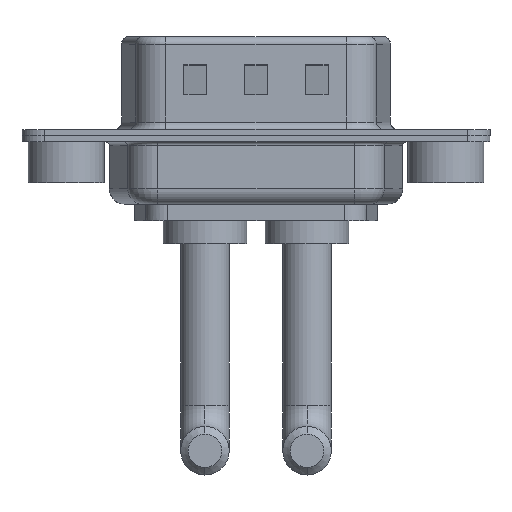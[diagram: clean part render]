
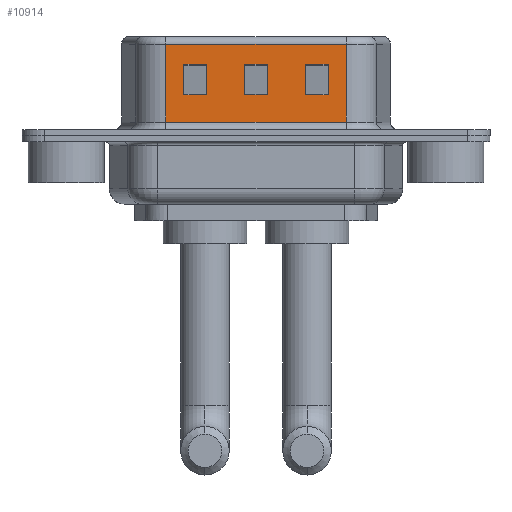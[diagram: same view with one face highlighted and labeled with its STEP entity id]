
A CAD part, front view. The second image highlights one B-rep face of the part: STEP entity #10914.
In plain terms, the highlighted planar face has unit normal (0, -1, 0).
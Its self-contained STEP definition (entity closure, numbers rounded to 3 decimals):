
#22 = LINE ( 'NONE', #5617, #11634 ) ;
#180 = ORIENTED_EDGE ( 'NONE', *, *, #5645, .T. ) ;
#498 = LINE ( 'NONE', #8136, #6296 ) ;
#603 = ORIENTED_EDGE ( 'NONE', *, *, #9476, .T. ) ;
#643 = DIRECTION ( 'NONE',  ( 0., 0., -1. ) ) ;
#901 = ORIENTED_EDGE ( 'NONE', *, *, #7325, .F. ) ;
#1093 = PLANE ( 'NONE',  #10273 ) ;
#1186 = LINE ( 'NONE', #5840, #5126 ) ;
#1197 = LINE ( 'NONE', #2229, #4159 ) ;
#1314 = LINE ( 'NONE', #9460, #3644 ) ;
#1390 = LINE ( 'NONE', #8224, #14357 ) ;
#1558 = ORIENTED_EDGE ( 'NONE', *, *, #10639, .T. ) ;
#1637 = ORIENTED_EDGE ( 'NONE', *, *, #7599, .T. ) ;
#1649 = CARTESIAN_POINT ( 'NONE',  ( 18.451, -4.55, 6.52 ) ) ;
#1653 = CARTESIAN_POINT ( 'NONE',  ( 18.451, -4.55, 6.02 ) ) ;
#1663 = VECTOR ( 'NONE', #7423, 1000. ) ;
#1748 = ORIENTED_EDGE ( 'NONE', *, *, #13956, .T. ) ;
#1756 = CARTESIAN_POINT ( 'NONE',  ( 13.25, -4.55, 4.705 ) ) ;
#1766 = EDGE_LOOP ( 'NONE', ( #9689, #603, #4505, #6190 ) ) ;
#1872 = CARTESIAN_POINT ( 'NONE',  ( 13.25, -4.55, 6.52 ) ) ;
#2229 = CARTESIAN_POINT ( 'NONE',  ( 9.25, -4.55, 6.52 ) ) ;
#2399 = ORIENTED_EDGE ( 'NONE', *, *, #3778, .T. ) ;
#2690 = VERTEX_POINT ( 'NONE', #2779 ) ;
#2774 = CARTESIAN_POINT ( 'NONE',  ( 7.75, -4.55, 2.705 ) ) ;
#2779 = CARTESIAN_POINT ( 'NONE',  ( 18.451, -4.55, 0.9 ) ) ;
#3081 = DIRECTION ( 'NONE',  ( -1., 0., 0. ) ) ;
#3250 = CARTESIAN_POINT ( 'NONE',  ( 17.25, -4.55, 4.705 ) ) ;
#3364 = FACE_BOUND ( 'NONE', #10374, .T. ) ;
#3461 = DIRECTION ( 'NONE',  ( 1., 0., 0. ) ) ;
#3468 = ORIENTED_EDGE ( 'NONE', *, *, #14296, .T. ) ;
#3473 = DIRECTION ( 'NONE',  ( 0., 0., 1. ) ) ;
#3486 = CARTESIAN_POINT ( 'NONE',  ( 9.25, -4.55, 4.705 ) ) ;
#3644 = VECTOR ( 'NONE', #643, 1000. ) ;
#3767 = DIRECTION ( 'NONE',  ( 0., 0., -1. ) ) ;
#3778 = EDGE_CURVE ( 'NONE', #5302, #13025, #8740, .T. ) ;
#4042 = EDGE_LOOP ( 'NONE', ( #901, #13783, #8989, #12427 ) ) ;
#4159 = VECTOR ( 'NONE', #13138, 1000. ) ;
#4208 = CARTESIAN_POINT ( 'NONE',  ( 11.75, -4.55, 4.705 ) ) ;
#4413 = LINE ( 'NONE', #7816, #9736 ) ;
#4505 = ORIENTED_EDGE ( 'NONE', *, *, #9079, .T. ) ;
#4518 = VERTEX_POINT ( 'NONE', #7639 ) ;
#4572 = VECTOR ( 'NONE', #10678, 1000. ) ;
#4646 = CARTESIAN_POINT ( 'NONE',  ( 18.451, -4.55, 0.9 ) ) ;
#5126 = VECTOR ( 'NONE', #10225, 1000. ) ;
#5130 = ORIENTED_EDGE ( 'NONE', *, *, #7516, .T. ) ;
#5196 = EDGE_CURVE ( 'NONE', #10387, #7940, #1314, .T. ) ;
#5302 = VERTEX_POINT ( 'NONE', #2774 ) ;
#5617 = CARTESIAN_POINT ( 'NONE',  ( 14.451, -4.55, 4.705 ) ) ;
#5645 = EDGE_CURVE ( 'NONE', #11679, #10633, #11628, .T. ) ;
#5693 = CARTESIAN_POINT ( 'NONE',  ( 13.25, -4.55, 2.705 ) ) ;
#5713 = EDGE_CURVE ( 'NONE', #8002, #10387, #7112, .T. ) ;
#5840 = CARTESIAN_POINT ( 'NONE',  ( 18.451, -4.55, 4.705 ) ) ;
#5934 = LINE ( 'NONE', #1649, #6463 ) ;
#6190 = ORIENTED_EDGE ( 'NONE', *, *, #8986, .T. ) ;
#6274 = VECTOR ( 'NONE', #3081, 1000. ) ;
#6296 = VECTOR ( 'NONE', #12793, 1000. ) ;
#6461 = EDGE_CURVE ( 'NONE', #13365, #11299, #1390, .T. ) ;
#6463 = VECTOR ( 'NONE', #3767, 1000. ) ;
#6621 = FACE_BOUND ( 'NONE', #8692, .T. ) ;
#6659 = VERTEX_POINT ( 'NONE', #3486 ) ;
#6816 = EDGE_CURVE ( 'NONE', #7940, #2690, #8197, .T. ) ;
#7112 = LINE ( 'NONE', #1653, #9916 ) ;
#7214 = CARTESIAN_POINT ( 'NONE',  ( 22.451, -4.55, 2.705 ) ) ;
#7325 = EDGE_CURVE ( 'NONE', #8002, #2690, #5934, .T. ) ;
#7423 = DIRECTION ( 'NONE',  ( -1., 0., 0. ) ) ;
#7516 = EDGE_CURVE ( 'NONE', #6659, #4518, #1197, .T. ) ;
#7599 = EDGE_CURVE ( 'NONE', #8277, #8449, #4413, .T. ) ;
#7639 = CARTESIAN_POINT ( 'NONE',  ( 9.25, -4.55, 2.705 ) ) ;
#7641 = DIRECTION ( 'NONE',  ( 0., 1., 0. ) ) ;
#7816 = CARTESIAN_POINT ( 'NONE',  ( 11.75, -4.55, 6.52 ) ) ;
#7940 = VERTEX_POINT ( 'NONE', #8710 ) ;
#8002 = VERTEX_POINT ( 'NONE', #9671 ) ;
#8136 = CARTESIAN_POINT ( 'NONE',  ( 15.75, -4.55, 6.52 ) ) ;
#8170 = ORIENTED_EDGE ( 'NONE', *, *, #13910, .T. ) ;
#8197 = LINE ( 'NONE', #4646, #13193 ) ;
#8224 = CARTESIAN_POINT ( 'NONE',  ( 17.25, -4.55, 6.52 ) ) ;
#8277 = VERTEX_POINT ( 'NONE', #9387 ) ;
#8449 = VERTEX_POINT ( 'NONE', #4208 ) ;
#8692 = EDGE_LOOP ( 'NONE', ( #5130, #1558, #2399, #1748 ) ) ;
#8710 = CARTESIAN_POINT ( 'NONE',  ( 6.549, -4.55, 0.9 ) ) ;
#8740 = LINE ( 'NONE', #9628, #8943 ) ;
#8943 = VECTOR ( 'NONE', #13179, 1000. ) ;
#8986 = EDGE_CURVE ( 'NONE', #9522, #13365, #9861, .T. ) ;
#8989 = ORIENTED_EDGE ( 'NONE', *, *, #5196, .T. ) ;
#9079 = EDGE_CURVE ( 'NONE', #9217, #9522, #498, .T. ) ;
#9093 = CARTESIAN_POINT ( 'NONE',  ( 7.75, -4.55, 4.705 ) ) ;
#9217 = VERTEX_POINT ( 'NONE', #12650 ) ;
#9345 = CARTESIAN_POINT ( 'NONE',  ( 15.75, -4.55, 4.705 ) ) ;
#9387 = CARTESIAN_POINT ( 'NONE',  ( 11.75, -4.55, 2.705 ) ) ;
#9460 = CARTESIAN_POINT ( 'NONE',  ( 6.549, -4.55, 6.52 ) ) ;
#9476 = EDGE_CURVE ( 'NONE', #11299, #9217, #12752, .T. ) ;
#9522 = VERTEX_POINT ( 'NONE', #9345 ) ;
#9628 = CARTESIAN_POINT ( 'NONE',  ( 7.75, -4.55, 6.52 ) ) ;
#9671 = CARTESIAN_POINT ( 'NONE',  ( 18.451, -4.55, 6.02 ) ) ;
#9689 = ORIENTED_EDGE ( 'NONE', *, *, #6461, .T. ) ;
#9704 = LINE ( 'NONE', #10716, #6274 ) ;
#9736 = VECTOR ( 'NONE', #3473, 1000. ) ;
#9861 = LINE ( 'NONE', #11760, #10018 ) ;
#9916 = VECTOR ( 'NONE', #12718, 1000. ) ;
#10018 = VECTOR ( 'NONE', #14303, 1000. ) ;
#10056 = CARTESIAN_POINT ( 'NONE',  ( 18.451, -4.55, 6.52 ) ) ;
#10225 = DIRECTION ( 'NONE',  ( 1., 0., 0. ) ) ;
#10246 = DIRECTION ( 'NONE',  ( 1., 0., 0. ) ) ;
#10261 = VECTOR ( 'NONE', #13639, 1000. ) ;
#10273 = AXIS2_PLACEMENT_3D ( 'NONE', #10056, #7641, #13178 ) ;
#10374 = EDGE_LOOP ( 'NONE', ( #8170, #180, #3468, #1637 ) ) ;
#10387 = VERTEX_POINT ( 'NONE', #13937 ) ;
#10633 = VERTEX_POINT ( 'NONE', #5693 ) ;
#10639 = EDGE_CURVE ( 'NONE', #4518, #5302, #13494, .T. ) ;
#10678 = DIRECTION ( 'NONE',  ( 0., 0., -1. ) ) ;
#10716 = CARTESIAN_POINT ( 'NONE',  ( 18.451, -4.55, 2.705 ) ) ;
#10914 = ADVANCED_FACE ( 'NONE', ( #6621, #13038, #3364, #11945 ), #1093, .F. ) ;
#11299 = VERTEX_POINT ( 'NONE', #11928 ) ;
#11628 = LINE ( 'NONE', #1872, #4572 ) ;
#11634 = VECTOR ( 'NONE', #3461, 1000. ) ;
#11679 = VERTEX_POINT ( 'NONE', #1756 ) ;
#11760 = CARTESIAN_POINT ( 'NONE',  ( 22.451, -4.55, 4.705 ) ) ;
#11928 = CARTESIAN_POINT ( 'NONE',  ( 17.25, -4.55, 2.705 ) ) ;
#11945 = FACE_OUTER_BOUND ( 'NONE', #4042, .T. ) ;
#12375 = DIRECTION ( 'NONE',  ( 0., 0., -1. ) ) ;
#12427 = ORIENTED_EDGE ( 'NONE', *, *, #6816, .T. ) ;
#12650 = CARTESIAN_POINT ( 'NONE',  ( 15.75, -4.55, 2.705 ) ) ;
#12718 = DIRECTION ( 'NONE',  ( -1., 0., 0. ) ) ;
#12752 = LINE ( 'NONE', #7214, #1663 ) ;
#12793 = DIRECTION ( 'NONE',  ( 0., 0., 1. ) ) ;
#13025 = VERTEX_POINT ( 'NONE', #9093 ) ;
#13038 = FACE_BOUND ( 'NONE', #1766, .T. ) ;
#13138 = DIRECTION ( 'NONE',  ( 0., 0., -1. ) ) ;
#13178 = DIRECTION ( 'NONE',  ( -1., 0., 0. ) ) ;
#13179 = DIRECTION ( 'NONE',  ( 0., 0., 1. ) ) ;
#13193 = VECTOR ( 'NONE', #10246, 1000. ) ;
#13365 = VERTEX_POINT ( 'NONE', #3250 ) ;
#13494 = LINE ( 'NONE', #13565, #10261 ) ;
#13565 = CARTESIAN_POINT ( 'NONE',  ( 14.451, -4.55, 2.705 ) ) ;
#13639 = DIRECTION ( 'NONE',  ( -1., 0., 0. ) ) ;
#13783 = ORIENTED_EDGE ( 'NONE', *, *, #5713, .T. ) ;
#13910 = EDGE_CURVE ( 'NONE', #8449, #11679, #1186, .T. ) ;
#13937 = CARTESIAN_POINT ( 'NONE',  ( 6.549, -4.55, 6.02 ) ) ;
#13956 = EDGE_CURVE ( 'NONE', #13025, #6659, #22, .T. ) ;
#14296 = EDGE_CURVE ( 'NONE', #10633, #8277, #9704, .T. ) ;
#14303 = DIRECTION ( 'NONE',  ( 1., 0., 0. ) ) ;
#14357 = VECTOR ( 'NONE', #12375, 1000. ) ;
